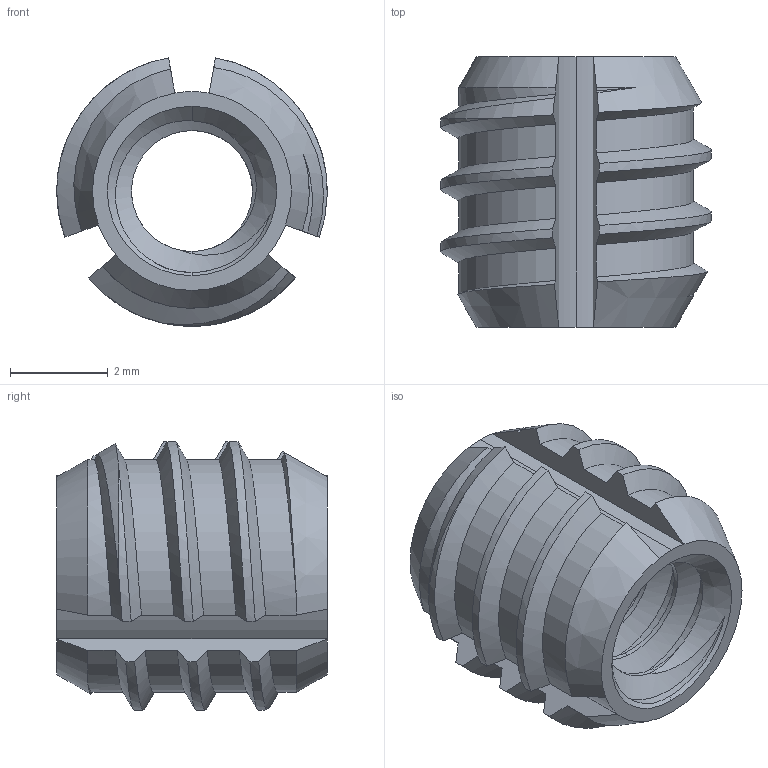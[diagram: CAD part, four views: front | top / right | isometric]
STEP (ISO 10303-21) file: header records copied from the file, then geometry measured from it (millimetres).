
FILE_DESCRIPTION (( 'STEP AP203' ), '1' );
FILE_NAME ('99362A802.STEP', '2018-04-24T19:56:02', ( '' ), ( '' ), 'SwSTEP 2.0', 'SolidWorks 2014', '' );
FILE_SCHEMA (( 'CONFIG_CONTROL_DESIGN' ));
Length unit declared in the file: inch
Products named in the file (1): 99362A802
Bounding box: 5.54 x 5.54 x 5.49 mm (x, y, z)
Volume: 59.2 mm3; surface area: 205.2 mm2
Topology: 1 solids, 1 shells, 85 faces, 236 edges, 153 vertices
Faces by surface type: bspline 38, cylinder 25, cone 14, plane 8
Entity records: 9646 total; most frequent: CARTESIAN_POINT 7891, ORIENTED_EDGE 472, EDGE_CURVE 236, DIRECTION 223, VERTEX_POINT 153, EDGE_LOOP 87, ADVANCED_FACE 85, FACE_OUTER_BOUND 85
